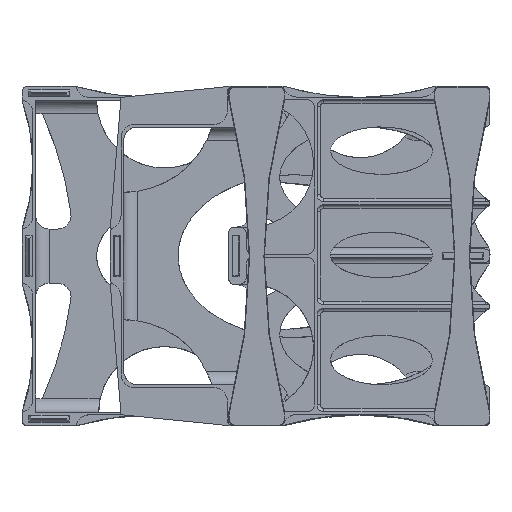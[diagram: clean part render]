
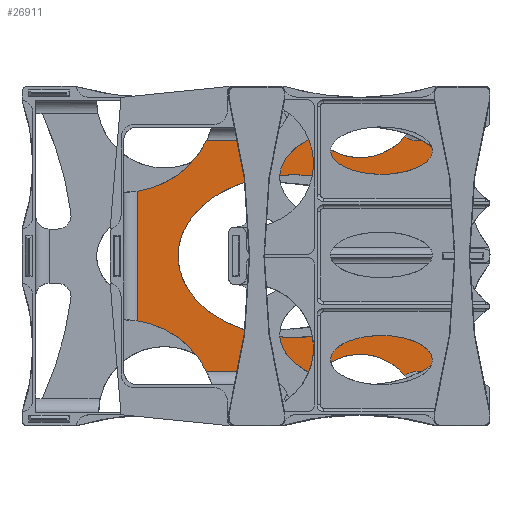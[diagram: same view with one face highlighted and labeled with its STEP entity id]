
A CAD part, top view. The second image highlights one B-rep face of the part: STEP entity #26911.
In plain terms, the highlighted planar face has unit normal (0, 0, 1).
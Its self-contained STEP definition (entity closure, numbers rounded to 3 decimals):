
#267=ELLIPSE('',#28815,85.,60.);
#363=B_SPLINE_CURVE_WITH_KNOTS('',3,(#41089,#41090,#41091,#41092,#41093),
 .UNSPECIFIED.,.F.,.F.,(4,1,4),(0.,0.005,0.01),
 .UNSPECIFIED.);
#364=B_SPLINE_CURVE_WITH_KNOTS('',3,(#41097,#41098,#41099,#41100,#41101,
#41102),.UNSPECIFIED.,.F.,.F.,(4,1,1,4),(0.,0.003,0.005,
0.011),.UNSPECIFIED.);
#365=B_SPLINE_CURVE_WITH_KNOTS('',3,(#41110,#41111,#41112,#41113,#41114,
#41115),.UNSPECIFIED.,.F.,.F.,(4,1,1,4),(0.,0.005,0.008,
0.011),.UNSPECIFIED.);
#366=B_SPLINE_CURVE_WITH_KNOTS('',3,(#41119,#41120,#41121,#41122,#41123),
 .UNSPECIFIED.,.F.,.F.,(4,1,4),(0.,0.005,0.01),
 .UNSPECIFIED.);
#696=CIRCLE('',#28816,68.007);
#697=CIRCLE('',#28817,68.007);
#698=CIRCLE('',#28818,42.5);
#699=CIRCLE('',#28819,200.032);
#700=CIRCLE('',#28820,42.5);
#3185=ORIENTED_EDGE('',*,*,#10447,.T.);
#3186=ORIENTED_EDGE('',*,*,#10448,.F.);
#3187=ORIENTED_EDGE('',*,*,#10449,.T.);
#3188=ORIENTED_EDGE('',*,*,#10450,.T.);
#3189=ORIENTED_EDGE('',*,*,#10451,.T.);
#3190=ORIENTED_EDGE('',*,*,#10452,.T.);
#3191=ORIENTED_EDGE('',*,*,#10453,.T.);
#3192=ORIENTED_EDGE('',*,*,#10454,.T.);
#3193=ORIENTED_EDGE('',*,*,#10455,.T.);
#3194=ORIENTED_EDGE('',*,*,#10456,.T.);
#3195=ORIENTED_EDGE('',*,*,#10457,.T.);
#3196=ORIENTED_EDGE('',*,*,#10458,.T.);
#3197=ORIENTED_EDGE('',*,*,#10459,.T.);
#3198=ORIENTED_EDGE('',*,*,#10460,.T.);
#3199=ORIENTED_EDGE('',*,*,#10461,.T.);
#10447=EDGE_CURVE('',#14140,#14140,#267,.T.);
#10448=EDGE_CURVE('',#14141,#14142,#696,.T.);
#10449=EDGE_CURVE('',#14141,#14143,#16633,.F.);
#10450=EDGE_CURVE('',#14143,#14144,#697,.T.);
#10451=EDGE_CURVE('',#14144,#14145,#16634,.T.);
#10452=EDGE_CURVE('',#14145,#14146,#363,.T.);
#10453=EDGE_CURVE('',#14146,#14147,#698,.T.);
#10454=EDGE_CURVE('',#14147,#14148,#364,.T.);
#10455=EDGE_CURVE('',#14148,#14149,#16635,.T.);
#10456=EDGE_CURVE('',#14149,#14150,#699,.T.);
#10457=EDGE_CURVE('',#14150,#14151,#16636,.T.);
#10458=EDGE_CURVE('',#14151,#14152,#365,.T.);
#10459=EDGE_CURVE('',#14152,#14153,#700,.T.);
#10460=EDGE_CURVE('',#14153,#14154,#366,.T.);
#10461=EDGE_CURVE('',#14154,#14142,#16637,.T.);
#14140=VERTEX_POINT('',#41079);
#14141=VERTEX_POINT('',#41081);
#14142=VERTEX_POINT('',#41082);
#14143=VERTEX_POINT('',#41084);
#14144=VERTEX_POINT('',#41086);
#14145=VERTEX_POINT('',#41088);
#14146=VERTEX_POINT('',#41094);
#14147=VERTEX_POINT('',#41096);
#14148=VERTEX_POINT('',#41103);
#14149=VERTEX_POINT('',#41105);
#14150=VERTEX_POINT('',#41107);
#14151=VERTEX_POINT('',#41109);
#14152=VERTEX_POINT('',#41116);
#14153=VERTEX_POINT('',#41118);
#14154=VERTEX_POINT('',#41124);
#16633=LINE('',#41083,#19475);
#16634=LINE('',#41087,#19476);
#16635=LINE('',#41104,#19477);
#16636=LINE('',#41108,#19478);
#16637=LINE('',#41125,#19479);
#19475=VECTOR('',#32364,1000.);
#19476=VECTOR('',#32367,1000.);
#19477=VECTOR('',#32370,1000.);
#19478=VECTOR('',#32373,1000.);
#19479=VECTOR('',#32376,1000.);
#22093=EDGE_LOOP('',(#3185));
#22094=EDGE_LOOP('',(#3186,#3187,#3188,#3189,#3190,#3191,#3192,#3193,#3194,
#3195,#3196,#3197,#3198,#3199));
#23985=FACE_BOUND('',#22093,.T.);
#23986=FACE_BOUND('',#22094,.T.);
#25743=PLANE('',#28814);
#26911=ADVANCED_FACE('',(#23985,#23986),#25743,.T.);
#28814=AXIS2_PLACEMENT_3D('',#41077,#32358,#32359);
#28815=AXIS2_PLACEMENT_3D('',#41078,#32360,#32361);
#28816=AXIS2_PLACEMENT_3D('',#41080,#32362,#32363);
#28817=AXIS2_PLACEMENT_3D('',#41085,#32365,#32366);
#28818=AXIS2_PLACEMENT_3D('',#41095,#32368,#32369);
#28819=AXIS2_PLACEMENT_3D('',#41106,#32371,#32372);
#28820=AXIS2_PLACEMENT_3D('',#41117,#32374,#32375);
#32358=DIRECTION('',(0.,0.,1.));
#32359=DIRECTION('',(1.,0.,0.));
#32360=DIRECTION('',(0.,0.,-1.));
#32361=DIRECTION('',(1.,0.,0.));
#32362=DIRECTION('',(0.,0.,1.));
#32363=DIRECTION('',(-1.,0.,0.));
#32364=DIRECTION('',(0.,1.,0.));
#32365=DIRECTION('',(0.,0.,-1.));
#32366=DIRECTION('',(-1.,0.,0.));
#32367=DIRECTION('',(1.,0.,0.));
#32368=DIRECTION('',(0.,0.,-1.));
#32369=DIRECTION('',(-1.,0.,0.));
#32370=DIRECTION('',(1.,0.,0.));
#32371=DIRECTION('',(0.,0.,-1.));
#32372=DIRECTION('',(-1.,0.,0.));
#32373=DIRECTION('',(-1.,0.,0.));
#32374=DIRECTION('',(0.,0.,-1.));
#32375=DIRECTION('',(1.,0.,0.));
#32376=DIRECTION('',(-1.,0.,0.));
#41077=CARTESIAN_POINT('',(0.,0.,2.));
#41078=CARTESIAN_POINT('',(200.,125.,2.));
#41079=CARTESIAN_POINT('',(285.,125.,2.));
#41080=CARTESIAN_POINT('',(75.,240.,2.));
#41081=CARTESIAN_POINT('',(85.,172.732,2.));
#41082=CARTESIAN_POINT('',(136.033,210.,2.));
#41083=CARTESIAN_POINT('',(85.,78.007,2.));
#41084=CARTESIAN_POINT('',(85.,77.268,2.));
#41085=CARTESIAN_POINT('',(75.,10.,2.));
#41086=CARTESIAN_POINT('',(136.033,40.,2.));
#41087=CARTESIAN_POINT('',(0.,40.,2.));
#41088=CARTESIAN_POINT('',(207.298,40.,2.));
#41089=CARTESIAN_POINT('',(207.298,40.,2.));
#41090=CARTESIAN_POINT('',(208.968,40.,2.));
#41091=CARTESIAN_POINT('',(212.241,39.597,2.));
#41092=CARTESIAN_POINT('',(215.367,38.322,2.));
#41093=CARTESIAN_POINT('',(216.779,37.42,2.));
#41094=CARTESIAN_POINT('',(216.779,37.42,2.));
#41095=CARTESIAN_POINT('',(249.25,10.,2.));
#41096=CARTESIAN_POINT('',(282.119,36.942,2.));
#41097=CARTESIAN_POINT('',(282.119,36.942,2.));
#41098=CARTESIAN_POINT('',(282.853,37.48,2.));
#41099=CARTESIAN_POINT('',(284.402,38.382,2.));
#41100=CARTESIAN_POINT('',(287.803,39.643,2.));
#41101=CARTESIAN_POINT('',(290.485,40.,2.));
#41102=CARTESIAN_POINT('',(292.298,40.,2.));
#41103=CARTESIAN_POINT('',(292.298,40.,2.));
#41104=CARTESIAN_POINT('',(0.,40.,2.));
#41105=CARTESIAN_POINT('',(327.557,40.,2.));
#41106=CARTESIAN_POINT('',(508.631,125.,2.));
#41107=CARTESIAN_POINT('',(327.557,210.,2.));
#41108=CARTESIAN_POINT('',(286.75,210.,2.));
#41109=CARTESIAN_POINT('',(292.298,210.,2.));
#41110=CARTESIAN_POINT('',(292.298,210.,2.));
#41111=CARTESIAN_POINT('',(290.485,210.,2.));
#41112=CARTESIAN_POINT('',(287.826,210.351,2.));
#41113=CARTESIAN_POINT('',(284.407,211.615,2.));
#41114=CARTESIAN_POINT('',(282.853,212.52,2.));
#41115=CARTESIAN_POINT('',(282.119,213.058,2.));
#41116=CARTESIAN_POINT('',(282.119,213.058,2.));
#41117=CARTESIAN_POINT('',(249.25,240.,2.));
#41118=CARTESIAN_POINT('',(216.779,212.58,2.));
#41119=CARTESIAN_POINT('',(216.779,212.58,2.));
#41120=CARTESIAN_POINT('',(215.368,211.679,2.));
#41121=CARTESIAN_POINT('',(212.287,210.415,2.));
#41122=CARTESIAN_POINT('',(208.967,210.,2.));
#41123=CARTESIAN_POINT('',(207.298,210.,2.));
#41124=CARTESIAN_POINT('',(207.298,210.,2.));
#41125=CARTESIAN_POINT('',(140.,210.,2.));
